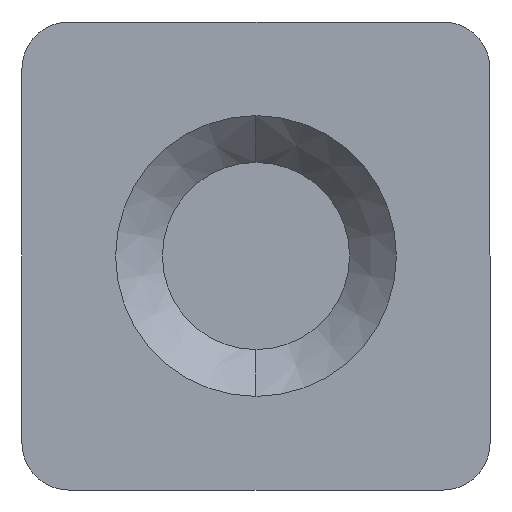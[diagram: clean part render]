
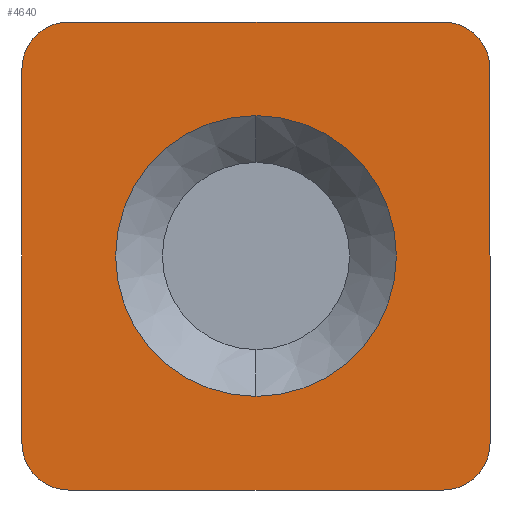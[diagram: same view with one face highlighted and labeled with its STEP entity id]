
A CAD part, left-side view. The second image highlights one B-rep face of the part: STEP entity #4640.
In plain terms, the highlighted planar face has unit normal (-1, 0, 0).
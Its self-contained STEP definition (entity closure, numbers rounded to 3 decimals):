
#376 = VERTEX_POINT ( 'NONE', #9793 ) ;
#416 = EDGE_CURVE ( 'NONE', #10819, #7991, #7819, .T. ) ;
#453 = DIRECTION ( 'NONE',  ( 0., 1., 0. ) ) ;
#485 = CARTESIAN_POINT ( 'NONE',  ( -3.6, 0., 1.5 ) ) ;
#619 = ORIENTED_EDGE ( 'NONE', *, *, #1564, .T. ) ;
#933 = CARTESIAN_POINT ( 'NONE',  ( -3.6, -2., -2. ) ) ;
#972 = VECTOR ( 'NONE', #2211, 1000. ) ;
#992 = FACE_OUTER_BOUND ( 'NONE', #12064, .T. ) ;
#1001 = VERTEX_POINT ( 'NONE', #2565 ) ;
#1229 = ORIENTED_EDGE ( 'NONE', *, *, #5763, .T. ) ;
#1252 = AXIS2_PLACEMENT_3D ( 'NONE', #9456, #9390, #4658 ) ;
#1374 = DIRECTION ( 'NONE',  ( 0., 0., -1. ) ) ;
#1431 = DIRECTION ( 'NONE',  ( 0., 0., 1. ) ) ;
#1564 = EDGE_CURVE ( 'NONE', #4035, #4543, #3502, .T. ) ;
#1849 = PLANE ( 'NONE',  #5147 ) ;
#1900 = AXIS2_PLACEMENT_3D ( 'NONE', #5656, #10404, #12167 ) ;
#2023 = EDGE_CURVE ( 'NONE', #8347, #10295, #11997, .T. ) ;
#2071 = VERTEX_POINT ( 'NONE', #3721 ) ;
#2148 = VERTEX_POINT ( 'NONE', #485 ) ;
#2211 = DIRECTION ( 'NONE',  ( 0., -1., 0. ) ) ;
#2447 = DIRECTION ( 'NONE',  ( 0., 0., 1. ) ) ;
#2565 = CARTESIAN_POINT ( 'NONE',  ( -3.6, 2.5, 2. ) ) ;
#3153 = ORIENTED_EDGE ( 'NONE', *, *, #7062, .F. ) ;
#3269 = CARTESIAN_POINT ( 'NONE',  ( -3.6, -2., -2.5 ) ) ;
#3365 = DIRECTION ( 'NONE',  ( -1., 0., 0. ) ) ;
#3502 = CIRCLE ( 'NONE', #1900, 0.5 ) ;
#3721 = CARTESIAN_POINT ( 'NONE',  ( -3.6, -2.5, 2. ) ) ;
#3788 = DIRECTION ( 'NONE',  ( 0., 0., -1. ) ) ;
#4035 = VERTEX_POINT ( 'NONE', #7541 ) ;
#4166 = CIRCLE ( 'NONE', #11028, 1.5 ) ;
#4424 = LINE ( 'NONE', #8054, #10190 ) ;
#4441 = CARTESIAN_POINT ( 'NONE',  ( -3.6, 2., -2.5 ) ) ;
#4543 = VERTEX_POINT ( 'NONE', #4441 ) ;
#4640 = ADVANCED_FACE ( 'NONE', ( #7630, #992 ), #1849, .T. ) ;
#4658 = DIRECTION ( 'NONE',  ( 0., 0., 1. ) ) ;
#4674 = ORIENTED_EDGE ( 'NONE', *, *, #2023, .T. ) ;
#4907 = AXIS2_PLACEMENT_3D ( 'NONE', #9812, #3365, #1431 ) ;
#5058 = EDGE_LOOP ( 'NONE', ( #9969, #3153 ) ) ;
#5147 = AXIS2_PLACEMENT_3D ( 'NONE', #10498, #7443, #6545 ) ;
#5431 = CARTESIAN_POINT ( 'NONE',  ( -3.6, -2., -2.5 ) ) ;
#5590 = ORIENTED_EDGE ( 'NONE', *, *, #11445, .T. ) ;
#5656 = CARTESIAN_POINT ( 'NONE',  ( -3.6, 2., -2. ) ) ;
#5668 = ORIENTED_EDGE ( 'NONE', *, *, #416, .T. ) ;
#5763 = EDGE_CURVE ( 'NONE', #7991, #1001, #6961, .T. ) ;
#5783 = CARTESIAN_POINT ( 'NONE',  ( -3.6, -2.5, -2. ) ) ;
#5938 = EDGE_CURVE ( 'NONE', #2148, #376, #6586, .T. ) ;
#6051 = ORIENTED_EDGE ( 'NONE', *, *, #11590, .T. ) ;
#6101 = ORIENTED_EDGE ( 'NONE', *, *, #9619, .T. ) ;
#6309 = AXIS2_PLACEMENT_3D ( 'NONE', #933, #10436, #3788 ) ;
#6335 = CARTESIAN_POINT ( 'NONE',  ( -3.6, 2., 2. ) ) ;
#6545 = DIRECTION ( 'NONE',  ( 0., 0., 1. ) ) ;
#6586 = CIRCLE ( 'NONE', #1252, 1.5 ) ;
#6961 = CIRCLE ( 'NONE', #7351, 0.5 ) ;
#7062 = EDGE_CURVE ( 'NONE', #376, #2148, #4166, .T. ) ;
#7351 = AXIS2_PLACEMENT_3D ( 'NONE', #6335, #9952, #2447 ) ;
#7443 = DIRECTION ( 'NONE',  ( -1., 0., 0. ) ) ;
#7541 = CARTESIAN_POINT ( 'NONE',  ( -3.6, 2.5, -2. ) ) ;
#7630 = FACE_BOUND ( 'NONE', #5058, .T. ) ;
#7742 = LINE ( 'NONE', #3269, #972 ) ;
#7819 = LINE ( 'NONE', #11695, #11161 ) ;
#7838 = LINE ( 'NONE', #8747, #11838 ) ;
#7991 = VERTEX_POINT ( 'NONE', #9508 ) ;
#8054 = CARTESIAN_POINT ( 'NONE',  ( -3.6, -2.5, 2. ) ) ;
#8072 = EDGE_CURVE ( 'NONE', #1001, #4035, #7838, .T. ) ;
#8347 = VERTEX_POINT ( 'NONE', #5431 ) ;
#8527 = CARTESIAN_POINT ( 'NONE',  ( -3.6, -2., 2.5 ) ) ;
#8747 = CARTESIAN_POINT ( 'NONE',  ( -3.6, 2.5, 2. ) ) ;
#9131 = DIRECTION ( 'NONE',  ( -1., 0., 0. ) ) ;
#9193 = CARTESIAN_POINT ( 'NONE',  ( -3.6, 0., 0. ) ) ;
#9390 = DIRECTION ( 'NONE',  ( -1., 0., 0. ) ) ;
#9456 = CARTESIAN_POINT ( 'NONE',  ( -3.6, 0., 0. ) ) ;
#9508 = CARTESIAN_POINT ( 'NONE',  ( -3.6, 2., 2.5 ) ) ;
#9619 = EDGE_CURVE ( 'NONE', #10295, #2071, #4424, .T. ) ;
#9793 = CARTESIAN_POINT ( 'NONE',  ( -3.6, 0., -1.5 ) ) ;
#9812 = CARTESIAN_POINT ( 'NONE',  ( -3.6, -2., 2. ) ) ;
#9952 = DIRECTION ( 'NONE',  ( -1., 0., 0. ) ) ;
#9969 = ORIENTED_EDGE ( 'NONE', *, *, #5938, .F. ) ;
#10190 = VECTOR ( 'NONE', #11813, 1000. ) ;
#10295 = VERTEX_POINT ( 'NONE', #5783 ) ;
#10404 = DIRECTION ( 'NONE',  ( -1., 0., 0. ) ) ;
#10436 = DIRECTION ( 'NONE',  ( -1., 0., 0. ) ) ;
#10498 = CARTESIAN_POINT ( 'NONE',  ( -3.6, -2., 2. ) ) ;
#10603 = ORIENTED_EDGE ( 'NONE', *, *, #8072, .T. ) ;
#10819 = VERTEX_POINT ( 'NONE', #8527 ) ;
#11028 = AXIS2_PLACEMENT_3D ( 'NONE', #9193, #9131, #11909 ) ;
#11161 = VECTOR ( 'NONE', #453, 1000. ) ;
#11187 = CIRCLE ( 'NONE', #4907, 0.5 ) ;
#11445 = EDGE_CURVE ( 'NONE', #2071, #10819, #11187, .T. ) ;
#11590 = EDGE_CURVE ( 'NONE', #4543, #8347, #7742, .T. ) ;
#11695 = CARTESIAN_POINT ( 'NONE',  ( -3.6, -2., 2.5 ) ) ;
#11813 = DIRECTION ( 'NONE',  ( 0., 0., 1. ) ) ;
#11838 = VECTOR ( 'NONE', #1374, 1000. ) ;
#11909 = DIRECTION ( 'NONE',  ( 0., 0., 1. ) ) ;
#11997 = CIRCLE ( 'NONE', #6309, 0.5 ) ;
#12064 = EDGE_LOOP ( 'NONE', ( #5590, #5668, #1229, #10603, #619, #6051, #4674, #6101 ) ) ;
#12167 = DIRECTION ( 'NONE',  ( 0., 0., 1. ) ) ;
